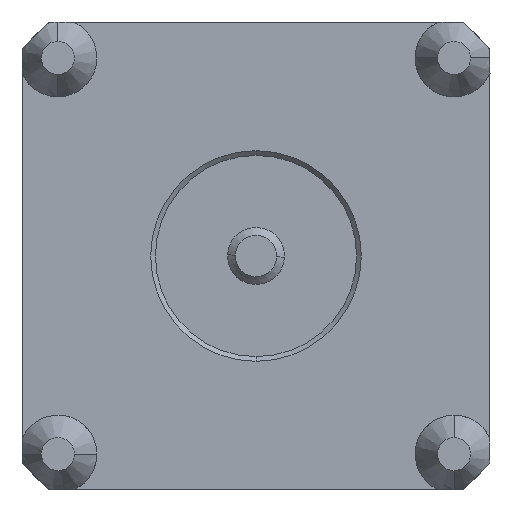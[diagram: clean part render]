
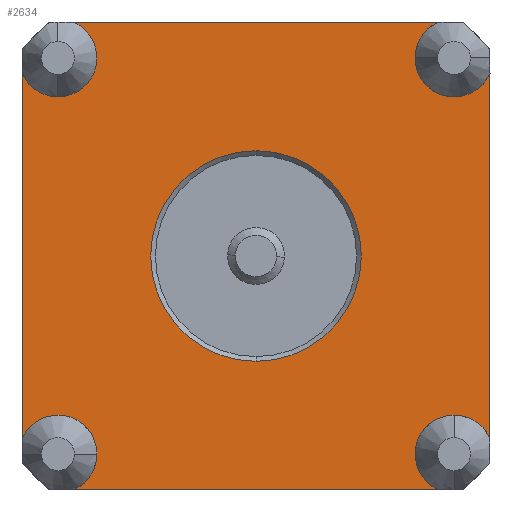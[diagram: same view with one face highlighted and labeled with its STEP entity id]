
A CAD part, front view. The second image highlights one B-rep face of the part: STEP entity #2634.
In plain terms, the highlighted planar face has unit normal (0, -1, 0).
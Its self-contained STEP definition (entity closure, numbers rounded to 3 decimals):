
#12 = EDGE_CURVE ( 'NONE', #873, #259, #1167, .T. ) ;
#24 = ORIENTED_EDGE ( 'NONE', *, *, #857, .T. ) ;
#38 = AXIS2_PLACEMENT_3D ( 'NONE', #1451, #1240, #1439 ) ;
#58 = EDGE_CURVE ( 'NONE', #1665, #1787, #623, .T. ) ;
#97 = LINE ( 'NONE', #1343, #1117 ) ;
#151 = CARTESIAN_POINT ( 'NONE',  ( -2.344, -4.1, 3. ) ) ;
#175 = CARTESIAN_POINT ( 'NONE',  ( 2.54, -4.1, 2.04 ) ) ;
#198 = CARTESIAN_POINT ( 'NONE',  ( -2.54, -4.1, 2.04 ) ) ;
#227 = EDGE_CURVE ( 'NONE', #1787, #1892, #97, .T. ) ;
#259 = VERTEX_POINT ( 'NONE', #599 ) ;
#327 = CARTESIAN_POINT ( 'NONE',  ( 3., -4.1, -2.344 ) ) ;
#328 = DIRECTION ( 'NONE',  ( 0., 1., 0. ) ) ;
#352 = AXIS2_PLACEMENT_3D ( 'NONE', #1557, #328, #1757 ) ;
#418 = AXIS2_PLACEMENT_3D ( 'NONE', #2321, #1101, #2557 ) ;
#426 = VERTEX_POINT ( 'NONE', #2064 ) ;
#461 = DIRECTION ( 'NONE',  ( 1., 0., 0. ) ) ;
#558 = CARTESIAN_POINT ( 'NONE',  ( 2.344, -4.1, -3. ) ) ;
#578 = AXIS2_PLACEMENT_3D ( 'NONE', #1807, #605, #2006 ) ;
#599 = CARTESIAN_POINT ( 'NONE',  ( 0., -4.1, -1.35 ) ) ;
#605 = DIRECTION ( 'NONE',  ( 0., -1., 0. ) ) ;
#623 = CIRCLE ( 'NONE', #2482, 0.5 ) ;
#638 = CARTESIAN_POINT ( 'NONE',  ( 0., -4.1, 1.35 ) ) ;
#643 = FACE_BOUND ( 'NONE', #2190, .T. ) ;
#652 = DIRECTION ( 'NONE',  ( 0., 0., 1. ) ) ;
#687 = CIRCLE ( 'NONE', #1712, 0.5 ) ;
#713 = CIRCLE ( 'NONE', #1297, 0.5 ) ;
#727 = EDGE_CURVE ( 'NONE', #2457, #426, #1825, .T. ) ;
#736 = CIRCLE ( 'NONE', #578, 0.5 ) ;
#771 = CARTESIAN_POINT ( 'NONE',  ( 2.54, -4.1, 2.54 ) ) ;
#772 = CARTESIAN_POINT ( 'NONE',  ( 2.344, -4.1, 3. ) ) ;
#776 = CARTESIAN_POINT ( 'NONE',  ( 3., -4.1, -3. ) ) ;
#784 = VERTEX_POINT ( 'NONE', #175 ) ;
#791 = ORIENTED_EDGE ( 'NONE', *, *, #2441, .F. ) ;
#802 = DIRECTION ( 'NONE',  ( 0., -1., 0. ) ) ;
#857 = EDGE_CURVE ( 'NONE', #259, #873, #1447, .T. ) ;
#873 = VERTEX_POINT ( 'NONE', #638 ) ;
#876 = VECTOR ( 'NONE', #1288, 1000. ) ;
#920 = DIRECTION ( 'NONE',  ( 0., -1., 0. ) ) ;
#950 = VERTEX_POINT ( 'NONE', #1952 ) ;
#955 = LINE ( 'NONE', #1091, #876 ) ;
#970 = CARTESIAN_POINT ( 'NONE',  ( -3., -4.1, 2.344 ) ) ;
#983 = DIRECTION ( 'NONE',  ( 0., 0., 1. ) ) ;
#998 = DIRECTION ( 'NONE',  ( 0., 0., -1. ) ) ;
#1049 = ORIENTED_EDGE ( 'NONE', *, *, #1912, .F. ) ;
#1064 = EDGE_CURVE ( 'NONE', #2421, #1831, #713, .T. ) ;
#1091 = CARTESIAN_POINT ( 'NONE',  ( 3., -4.1, 3. ) ) ;
#1101 = DIRECTION ( 'NONE',  ( 0., -1., 0. ) ) ;
#1114 = PLANE ( 'NONE',  #2496 ) ;
#1117 = VECTOR ( 'NONE', #461, 1000. ) ;
#1167 = CIRCLE ( 'NONE', #2317, 1.35 ) ;
#1198 = DIRECTION ( 'NONE',  ( -1., 0., 0. ) ) ;
#1213 = ORIENTED_EDGE ( 'NONE', *, *, #1378, .F. ) ;
#1240 = DIRECTION ( 'NONE',  ( 0., -1., 0. ) ) ;
#1259 = ORIENTED_EDGE ( 'NONE', *, *, #58, .F. ) ;
#1288 = DIRECTION ( 'NONE',  ( 0., 0., -1. ) ) ;
#1297 = AXIS2_PLACEMENT_3D ( 'NONE', #2011, #802, #2222 ) ;
#1325 = EDGE_LOOP ( 'NONE', ( #1592, #1049, #2646, #1523, #791, #2367, #1806, #1259, #2285, #1213 ) ) ;
#1343 = CARTESIAN_POINT ( 'NONE',  ( -3., -4.1, 3. ) ) ;
#1378 = EDGE_CURVE ( 'NONE', #426, #1753, #1395, .T. ) ;
#1395 = LINE ( 'NONE', #1853, #2501 ) ;
#1439 = DIRECTION ( 'NONE',  ( 0., 0., 1. ) ) ;
#1447 = CIRCLE ( 'NONE', #352, 1.35 ) ;
#1451 = CARTESIAN_POINT ( 'NONE',  ( -2.54, -4.1, -2.54 ) ) ;
#1523 = ORIENTED_EDGE ( 'NONE', *, *, #2031, .F. ) ;
#1557 = CARTESIAN_POINT ( 'NONE',  ( 0., -4.1, 0. ) ) ;
#1592 = ORIENTED_EDGE ( 'NONE', *, *, #727, .F. ) ;
#1648 = DIRECTION ( 'NONE',  ( 0., -1., 0. ) ) ;
#1665 = VERTEX_POINT ( 'NONE', #198 ) ;
#1669 = LINE ( 'NONE', #776, #2613 ) ;
#1701 = DIRECTION ( 'NONE',  ( 0., 1., 0. ) ) ;
#1712 = AXIS2_PLACEMENT_3D ( 'NONE', #771, #2187, #983 ) ;
#1753 = VERTEX_POINT ( 'NONE', #970 ) ;
#1757 = DIRECTION ( 'NONE',  ( 0., 0., -1. ) ) ;
#1787 = VERTEX_POINT ( 'NONE', #151 ) ;
#1806 = ORIENTED_EDGE ( 'NONE', *, *, #227, .F. ) ;
#1807 = CARTESIAN_POINT ( 'NONE',  ( 2.54, -4.1, 2.54 ) ) ;
#1825 = CIRCLE ( 'NONE', #38, 0.5 ) ;
#1831 = VERTEX_POINT ( 'NONE', #558 ) ;
#1853 = CARTESIAN_POINT ( 'NONE',  ( -3., -4.1, -3. ) ) ;
#1857 = DIRECTION ( 'NONE',  ( 0., 0., -1. ) ) ;
#1870 = CARTESIAN_POINT ( 'NONE',  ( -2.54, -4.1, 2.54 ) ) ;
#1892 = VERTEX_POINT ( 'NONE', #772 ) ;
#1912 = EDGE_CURVE ( 'NONE', #1831, #2457, #1669, .T. ) ;
#1952 = CARTESIAN_POINT ( 'NONE',  ( 3., -4.1, 2.344 ) ) ;
#2006 = DIRECTION ( 'NONE',  ( 0., 0., 1. ) ) ;
#2011 = CARTESIAN_POINT ( 'NONE',  ( 2.54, -4.1, -2.54 ) ) ;
#2031 = EDGE_CURVE ( 'NONE', #950, #2421, #955, .T. ) ;
#2064 = CARTESIAN_POINT ( 'NONE',  ( -3., -4.1, -2.344 ) ) ;
#2102 = ORIENTED_EDGE ( 'NONE', *, *, #12, .T. ) ;
#2123 = CARTESIAN_POINT ( 'NONE',  ( -1.25, -4.1, 0. ) ) ;
#2187 = DIRECTION ( 'NONE',  ( 0., -1., 0. ) ) ;
#2190 = EDGE_LOOP ( 'NONE', ( #24, #2102 ) ) ;
#2192 = FACE_OUTER_BOUND ( 'NONE', #1325, .T. ) ;
#2222 = DIRECTION ( 'NONE',  ( 0., 0., -1. ) ) ;
#2285 = ORIENTED_EDGE ( 'NONE', *, *, #2608, .F. ) ;
#2317 = AXIS2_PLACEMENT_3D ( 'NONE', #2532, #1701, #1857 ) ;
#2321 = CARTESIAN_POINT ( 'NONE',  ( -2.54, -4.1, 2.54 ) ) ;
#2344 = DIRECTION ( 'NONE',  ( 0., 0., -1. ) ) ;
#2367 = ORIENTED_EDGE ( 'NONE', *, *, #2485, .F. ) ;
#2421 = VERTEX_POINT ( 'NONE', #327 ) ;
#2441 = EDGE_CURVE ( 'NONE', #784, #950, #687, .T. ) ;
#2457 = VERTEX_POINT ( 'NONE', #2650 ) ;
#2482 = AXIS2_PLACEMENT_3D ( 'NONE', #1870, #1648, #998 ) ;
#2483 = CIRCLE ( 'NONE', #418, 0.5 ) ;
#2485 = EDGE_CURVE ( 'NONE', #1892, #784, #736, .T. ) ;
#2496 = AXIS2_PLACEMENT_3D ( 'NONE', #2123, #920, #2344 ) ;
#2501 = VECTOR ( 'NONE', #652, 1000. ) ;
#2532 = CARTESIAN_POINT ( 'NONE',  ( 0., -4.1, 0. ) ) ;
#2557 = DIRECTION ( 'NONE',  ( 0., 0., -1. ) ) ;
#2608 = EDGE_CURVE ( 'NONE', #1753, #1665, #2483, .T. ) ;
#2613 = VECTOR ( 'NONE', #1198, 1000. ) ;
#2634 = ADVANCED_FACE ( 'NONE', ( #643, #2192 ), #1114, .T. ) ;
#2646 = ORIENTED_EDGE ( 'NONE', *, *, #1064, .F. ) ;
#2650 = CARTESIAN_POINT ( 'NONE',  ( -2.344, -4.1, -3. ) ) ;
